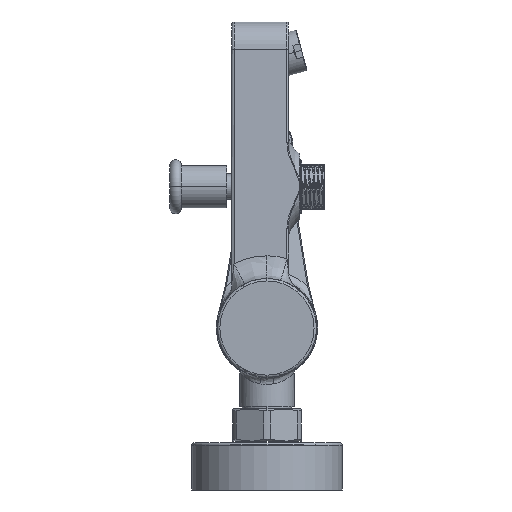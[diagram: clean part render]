
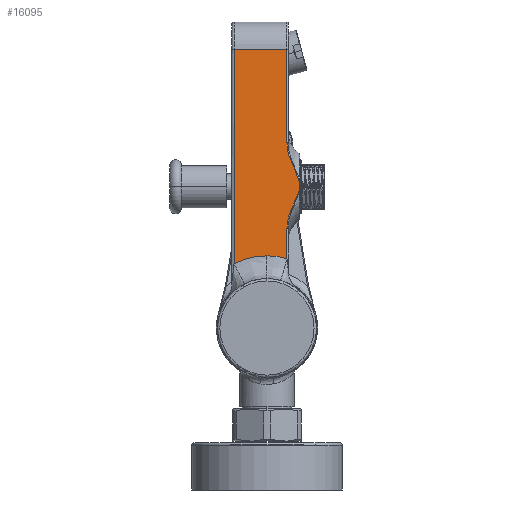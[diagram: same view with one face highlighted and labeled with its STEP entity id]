
A CAD part, left-side view. The second image highlights one B-rep face of the part: STEP entity #16095.
In plain terms, the highlighted face is planar.
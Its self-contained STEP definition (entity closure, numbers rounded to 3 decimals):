
#2155=CARTESIAN_POINT('',(-13.992,-60.483,-14.));
#2201=DIRECTION('',(-0.034,0.999,0.));
#2202=VECTOR('',#2201,39.741);
#2203=CARTESIAN_POINT('',(-11.993,-118.389,-8.5));
#2204=LINE('',#2203,#2202);
#2213=CARTESIAN_POINT('',(-13.945,-61.829,
-13.75));
#2215=CARTESIAN_POINT('',(-13.945,-61.829,
-13.75));
#2216=CARTESIAN_POINT('',(-13.92,-62.57,
-13.622));
#2217=CARTESIAN_POINT('',(-13.871,-63.987,
-13.185));
#2218=CARTESIAN_POINT('',(-13.8,-66.021,
-12.29));
#2219=CARTESIAN_POINT('',(-13.731,-68.035,
-11.338));
#2220=CARTESIAN_POINT('',(-13.661,-70.066,
-10.433));
#2221=CARTESIAN_POINT('',(-13.589,-72.148,
-9.637));
#2222=CARTESIAN_POINT('',(-13.491,-74.994,
-8.803));
#2223=CARTESIAN_POINT('',(-13.415,-77.179,
-8.5));
#2224=CARTESIAN_POINT('',(-13.364,-78.672,
-8.5));
#2226=CARTESIAN_POINT('',(-13.992,-60.483,-14.));
#2227=CARTESIAN_POINT('',(-13.976,-60.932,
-13.914));
#2228=CARTESIAN_POINT('',(-13.961,-61.379,
-13.827));
#2229=CARTESIAN_POINT('',(-13.945,-61.829,
-13.75));
#2231=CARTESIAN_POINT('',(-14.038,-59.137,
-13.75));
#2232=CARTESIAN_POINT('',(-14.023,-59.587,
-13.827));
#2233=CARTESIAN_POINT('',(-14.007,-60.034,
-13.914));
#2234=CARTESIAN_POINT('',(-13.992,-60.483,-14.));
#2236=CARTESIAN_POINT('',(-14.62,-42.294,
-8.5));
#2237=CARTESIAN_POINT('',(-14.594,-43.042,
-8.5));
#2238=CARTESIAN_POINT('',(-14.542,-44.534,
-8.603));
#2239=CARTESIAN_POINT('',(-14.466,-46.728,
-9.022));
#2240=CARTESIAN_POINT('',(-14.393,-48.844,
-9.648));
#2241=CARTESIAN_POINT('',(-14.322,-50.909,
-10.437));
#2242=CARTESIAN_POINT('',(-14.252,-52.936,
-11.34));
#2243=CARTESIAN_POINT('',(-14.183,-54.946,
-12.291));
#2244=CARTESIAN_POINT('',(-14.113,-56.978,
-13.185));
#2245=CARTESIAN_POINT('',(-14.064,-58.394,
-13.622));
#2246=CARTESIAN_POINT('',(-14.038,-59.137,
-13.75));
#2248=CARTESIAN_POINT('',(-15.021,-30.655,0.));
#2249=CARTESIAN_POINT('',(-15.021,-30.655,
-2.871));
#2250=CARTESIAN_POINT('',(-15.035,-30.254,
-5.739));
#2251=CARTESIAN_POINT('',(-15.062,-29.467,-8.5));
#2253=CARTESIAN_POINT('',(-15.137,-27.314,14.));
#2254=CARTESIAN_POINT('',(-15.099,-28.407,
11.84));
#2255=CARTESIAN_POINT('',(-15.041,-30.085,
7.263));
#2256=CARTESIAN_POINT('',(-15.021,-30.655,
2.421));
#2257=CARTESIAN_POINT('',(-15.021,-30.655,0.));
#2259=DIRECTION('',(0.034,-0.999,0.));
#2260=VECTOR('',#2259,91.13);
#2261=CARTESIAN_POINT('',(-15.137,-27.314,14.));
#2262=LINE('',#2261,#2260);
#2448=DIRECTION('',(-0.034,0.999,0.));
#2449=VECTOR('',#2448,12.835);
#2450=CARTESIAN_POINT('',(-14.62,-42.294,
-8.5));
#2451=LINE('',#2450,#2449);
#5345=CARTESIAN_POINT('',(-15.137,-27.314,14.));
#7115=DIRECTION('',(0.,0.,-1.));
#7116=VECTOR('',#7115,22.5);
#7117=CARTESIAN_POINT('',(-11.993,-118.389,14.));
#7118=LINE('',#7117,#7116);
#11502=VERTEX_POINT('',#5345);
#11505=VERTEX_POINT('',#2257);
#11629=VERTEX_POINT('',#2155);
#11642=CARTESIAN_POINT('',(-14.62,-42.294,
-8.5));
#11643=CARTESIAN_POINT('',(-15.062,-29.467,-8.5));
#11644=VERTEX_POINT('',#11642);
#11645=VERTEX_POINT('',#11643);
#11648=CARTESIAN_POINT('',(-11.993,-118.389,-8.5));
#11649=VERTEX_POINT('',#11648);
#11657=CARTESIAN_POINT('',(-11.993,-118.389,14.));
#11658=VERTEX_POINT('',#11657);
#11659=CARTESIAN_POINT('',(-13.364,-78.672,-8.5));
#11660=VERTEX_POINT('',#11659);
#11664=VERTEX_POINT('',#2231);
#11665=VERTEX_POINT('',#2213);
#16071=CARTESIAN_POINT('',(-16.079,0.,-9.));
#16072=DIRECTION('',(-0.999,-0.034,0.));
#16073=DIRECTION('',(0.034,-0.999,0.));
#16074=AXIS2_PLACEMENT_3D('',#16071,#16072,#16073);
#16075=PLANE('',#16074);
#16077=ORIENTED_EDGE('',*,*,#16076,.T.);
#16079=ORIENTED_EDGE('',*,*,#16078,.T.);
#16080=ORIENTED_EDGE('',*,*,#15958,.T.);
#16081=ORIENTED_EDGE('',*,*,#16039,.F.);
#16082=ORIENTED_EDGE('',*,*,#16064,.F.);
#16084=ORIENTED_EDGE('',*,*,#16083,.F.);
#16086=ORIENTED_EDGE('',*,*,#16085,.F.);
#16088=ORIENTED_EDGE('',*,*,#16087,.T.);
#16090=ORIENTED_EDGE('',*,*,#16089,.F.);
#16092=ORIENTED_EDGE('',*,*,#16091,.F.);
#16093=EDGE_LOOP('',(#16077,#16079,#16080,#16081,#16082,#16084,#16086,#16088,
#16090,#16092));
#16094=FACE_OUTER_BOUND('',#16093,.F.);
#16095=ADVANCED_FACE('',(#16094),#16075,.T.);
#2225=B_SPLINE_CURVE_WITH_KNOTS('',3,(#2215,#2216,#2217,#2218,#2219,#2220,#2221,
#2222,#2223,#2224),.UNSPECIFIED.,.F.,.F.,(4,1,1,1,1,1,1,4),(0.,0.125,0.25,
0.375,0.5,0.625,0.75,1.),.UNSPECIFIED.);
#2230=B_SPLINE_CURVE_WITH_KNOTS('',3,(#2226,#2227,#2228,#2229),.UNSPECIFIED.,
.F.,.F.,(4,4),(0.,1.),.UNSPECIFIED.);
#2235=B_SPLINE_CURVE_WITH_KNOTS('',3,(#2231,#2232,#2233,#2234),.UNSPECIFIED.,
.F.,.F.,(4,4),(0.,1.),.UNSPECIFIED.);
#2247=B_SPLINE_CURVE_WITH_KNOTS('',3,(#2236,#2237,#2238,#2239,#2240,#2241,#2242,
#2243,#2244,#2245,#2246),.UNSPECIFIED.,.F.,.F.,(4,1,1,1,1,1,1,1,4),(0.,
0.125,0.25,0.375,0.5,0.625,0.75,0.875,1.),.UNSPECIFIED.);
#2252=B_SPLINE_CURVE_WITH_KNOTS('',3,(#2248,#2249,#2250,#2251),.UNSPECIFIED.,
.F.,.F.,(4,4),(0.,1.),.UNSPECIFIED.);
#2258=B_SPLINE_CURVE_WITH_KNOTS('',3,(#2253,#2254,#2255,#2256,#2257),
.UNSPECIFIED.,.F.,.F.,(4,1,4),(0.,0.5,1.),.UNSPECIFIED.);
#15958=EDGE_CURVE('',#11649,#11660,#2204,.T.);
#16039=EDGE_CURVE('',#11665,#11660,#2225,.T.);
#16064=EDGE_CURVE('',#11629,#11665,#2230,.T.);
#16076=EDGE_CURVE('',#11502,#11658,#2262,.T.);
#16078=EDGE_CURVE('',#11658,#11649,#7118,.T.);
#16083=EDGE_CURVE('',#11664,#11629,#2235,.T.);
#16085=EDGE_CURVE('',#11644,#11664,#2247,.T.);
#16087=EDGE_CURVE('',#11644,#11645,#2451,.T.);
#16089=EDGE_CURVE('',#11505,#11645,#2252,.T.);
#16091=EDGE_CURVE('',#11502,#11505,#2258,.T.);
